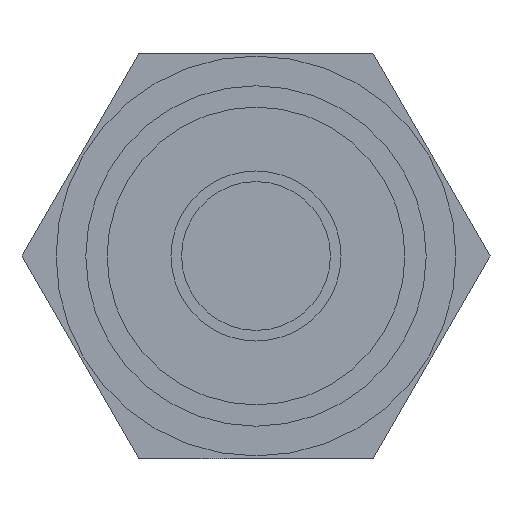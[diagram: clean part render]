
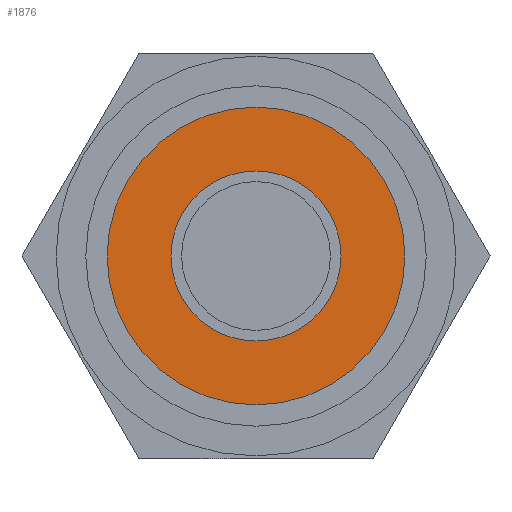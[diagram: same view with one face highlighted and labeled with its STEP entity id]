
A CAD part, front view. The second image highlights one B-rep face of the part: STEP entity #1876.
In plain terms, the highlighted planar face has unit normal (0, -1, 0).
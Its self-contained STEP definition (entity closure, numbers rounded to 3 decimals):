
#1308=CARTESIAN_POINT('',(7.,490.,0.));
#1309=VERTEX_POINT('',#1308);
#1325=CARTESIAN_POINT('',(-7.,490.,0.));
#1326=VERTEX_POINT('',#1325);
#1333=CARTESIAN_POINT('',(0.,490.,0.));
#1334=DIRECTION('',(0.0,-1.0,0.0));
#1335=DIRECTION('',(1.0,0.0,0.0));
#1336=AXIS2_PLACEMENT_3D('',#1333,#1334,#1335);
#1337=CIRCLE('',#1336,7.0);
#1338=EDGE_CURVE('',#1309,#1326,#1337,.T.);
#1558=CARTESIAN_POINT('',(4.0,490.,0.));
#1559=VERTEX_POINT('',#1558);
#1568=CARTESIAN_POINT('',(-4.0,490.,0.));
#1569=VERTEX_POINT('',#1568);
#1570=CARTESIAN_POINT('',(0.0,490.,0.));
#1571=DIRECTION('',(0.0,1.0,0.0));
#1572=DIRECTION('',(1.0,0.0,0.0));
#1573=AXIS2_PLACEMENT_3D('',#1570,#1571,#1572);
#1574=CIRCLE('',#1573,4.0);
#1575=EDGE_CURVE('',#1569,#1559,#1574,.T.);
#1695=CARTESIAN_POINT('',(0.0,490.,0.));
#1696=DIRECTION('',(0.0,1.0,0.0));
#1697=DIRECTION('',(1.0,0.0,0.0));
#1698=AXIS2_PLACEMENT_3D('',#1695,#1696,#1697);
#1699=CIRCLE('',#1698,4.0);
#1700=EDGE_CURVE('',#1559,#1569,#1699,.T.);
#1845=CARTESIAN_POINT('',(0.,490.,0.));
#1846=DIRECTION('',(0.0,-1.0,0.0));
#1847=DIRECTION('',(1.0,0.0,0.0));
#1848=AXIS2_PLACEMENT_3D('',#1845,#1846,#1847);
#1849=CIRCLE('',#1848,7.0);
#1850=EDGE_CURVE('',#1326,#1309,#1849,.T.);
#1863=CARTESIAN_POINT('',(0.,490.,0.));
#1864=DIRECTION('',(0.0,-1.0,0.0));
#1865=DIRECTION('',(-1.0,0.0,0.0));
#1866=AXIS2_PLACEMENT_3D('',#1863,#1864,#1865);
#1867=PLANE('',#1866);
#1868=ORIENTED_EDGE('',*,*,#1338,.T.);
#1869=ORIENTED_EDGE('',*,*,#1850,.T.);
#1870=EDGE_LOOP('',(#1868,#1869));
#1871=FACE_OUTER_BOUND('',#1870,.T.);
#1872=ORIENTED_EDGE('',*,*,#1700,.T.);
#1873=ORIENTED_EDGE('',*,*,#1575,.T.);
#1874=EDGE_LOOP('',(#1872,#1873));
#1875=FACE_BOUND('',#1874,.T.);
#1876=ADVANCED_FACE('',(#1871,#1875),#1867,.T.);
